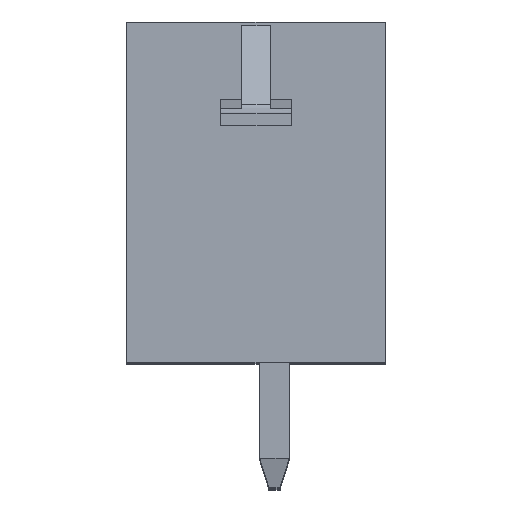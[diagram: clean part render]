
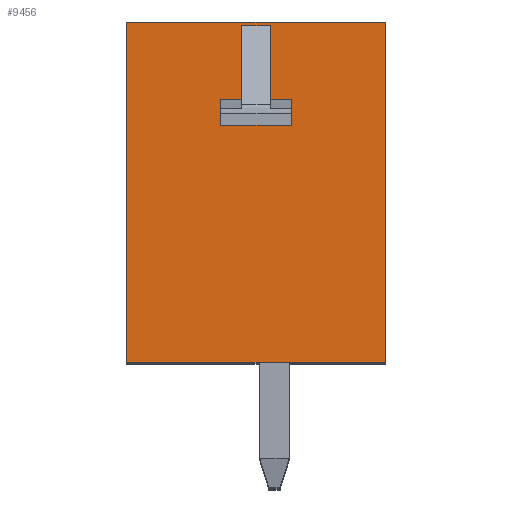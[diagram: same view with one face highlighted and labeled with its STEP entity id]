
A CAD part, top view. The second image highlights one B-rep face of the part: STEP entity #9456.
In plain terms, the highlighted planar face has unit normal (0, 0, 1).
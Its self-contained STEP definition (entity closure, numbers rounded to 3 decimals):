
#1=DIRECTION('',(1.,0.,0.));
#2=VECTOR('',#1,7.);
#3=CARTESIAN_POINT('',(-3.6,-3.853,0.));
#4=LINE('',#3,#2);
#5=DIRECTION('',(0.,-1.,0.));
#6=VECTOR('',#5,9.2);
#7=CARTESIAN_POINT('',(-3.6,5.347,0.));
#8=LINE('',#7,#6);
#9=DIRECTION('',(-1.,0.,0.));
#10=VECTOR('',#9,7.);
#11=CARTESIAN_POINT('',(3.4,5.347,0.));
#12=LINE('',#11,#10);
#13=DIRECTION('',(0.,1.,0.));
#14=VECTOR('',#13,9.2);
#15=CARTESIAN_POINT('',(3.4,-3.853,0.));
#16=LINE('',#15,#14);
#17=DIRECTION('',(0.,1.,0.));
#18=VECTOR('',#17,0.495);
#19=CARTESIAN_POINT('',(0.85,2.747,0.));
#20=LINE('',#19,#18);
#21=DIRECTION('',(-1.,0.,0.));
#22=VECTOR('',#21,0.76);
#23=CARTESIAN_POINT('',(0.28,5.244,0.));
#24=LINE('',#23,#22);
#25=DIRECTION('',(1.,0.,0.));
#26=VECTOR('',#25,0.57);
#27=CARTESIAN_POINT('',(-1.05,3.242,0.));
#28=LINE('',#27,#26);
#29=DIRECTION('',(0.,1.,0.));
#30=VECTOR('',#29,0.495);
#31=CARTESIAN_POINT('',(-1.05,2.747,0.));
#32=LINE('',#31,#30);
#33=DIRECTION('',(-1.,0.,0.));
#34=VECTOR('',#33,1.9);
#35=CARTESIAN_POINT('',(0.85,2.747,0.));
#36=LINE('',#35,#34);
#7174=DIRECTION('',(-1.,0.,0.));
#7175=VECTOR('',#7174,0.57);
#7176=CARTESIAN_POINT('',(0.85,3.242,0.));
#7177=LINE('',#7176,#7175);
#7178=DIRECTION('',(0.,-1.,0.));
#7179=VECTOR('',#7178,2.002);
#7180=CARTESIAN_POINT('',(0.28,5.244,0.));
#7181=LINE('',#7180,#7179);
#7245=DIRECTION('',(0.,1.,0.));
#7246=VECTOR('',#7245,2.002);
#7247=CARTESIAN_POINT('',(-0.48,3.242,0.));
#7248=LINE('',#7247,#7246);
#7257=CARTESIAN_POINT('',(-3.6,-3.853,0.));
#7258=CARTESIAN_POINT('',(3.4,-3.853,0.));
#7259=VERTEX_POINT('',#7257);
#7260=VERTEX_POINT('',#7258);
#7261=CARTESIAN_POINT('',(3.4,5.347,0.));
#7262=VERTEX_POINT('',#7261);
#7263=CARTESIAN_POINT('',(-3.6,5.347,0.));
#7264=VERTEX_POINT('',#7263);
#8360=CARTESIAN_POINT('',(0.85,2.747,0.));
#8361=VERTEX_POINT('',#8360);
#8362=CARTESIAN_POINT('',(-1.05,2.747,0.));
#8363=VERTEX_POINT('',#8362);
#8365=CARTESIAN_POINT('',(-0.48,3.242,0.));
#8367=VERTEX_POINT('',#8365);
#8368=CARTESIAN_POINT('',(-0.48,5.244,0.));
#8369=VERTEX_POINT('',#8368);
#8370=CARTESIAN_POINT('',(-1.05,3.242,0.));
#8371=VERTEX_POINT('',#8370);
#8376=CARTESIAN_POINT('',(0.28,5.244,0.));
#8377=CARTESIAN_POINT('',(0.28,3.242,0.));
#8378=VERTEX_POINT('',#8376);
#8379=VERTEX_POINT('',#8377);
#8382=CARTESIAN_POINT('',(0.85,3.242,0.));
#8383=VERTEX_POINT('',#8382);
#9423=CARTESIAN_POINT('',(0.,0.,0.));
#9424=DIRECTION('',(0.,0.,1.));
#9425=DIRECTION('',(1.,0.,0.));
#9426=AXIS2_PLACEMENT_3D('',#9423,#9424,#9425);
#9427=PLANE('',#9426);
#9429=ORIENTED_EDGE('',*,*,#9428,.F.);
#9431=ORIENTED_EDGE('',*,*,#9430,.F.);
#9433=ORIENTED_EDGE('',*,*,#9432,.F.);
#9435=ORIENTED_EDGE('',*,*,#9434,.F.);
#9436=EDGE_LOOP('',(#9429,#9431,#9433,#9435));
#9437=FACE_OUTER_BOUND('',#9436,.F.);
#9439=ORIENTED_EDGE('',*,*,#9438,.T.);
#9441=ORIENTED_EDGE('',*,*,#9440,.T.);
#9443=ORIENTED_EDGE('',*,*,#9442,.F.);
#9445=ORIENTED_EDGE('',*,*,#9444,.T.);
#9447=ORIENTED_EDGE('',*,*,#9446,.F.);
#9449=ORIENTED_EDGE('',*,*,#9448,.F.);
#9451=ORIENTED_EDGE('',*,*,#9450,.F.);
#9453=ORIENTED_EDGE('',*,*,#9452,.F.);
#9454=EDGE_LOOP('',(#9439,#9441,#9443,#9445,#9447,#9449,#9451,#9453));
#9455=FACE_BOUND('',#9454,.F.);
#9428=EDGE_CURVE('',#7259,#7260,#4,.T.);
#9430=EDGE_CURVE('',#7264,#7259,#8,.T.);
#9432=EDGE_CURVE('',#7262,#7264,#12,.T.);
#9434=EDGE_CURVE('',#7260,#7262,#16,.T.);
#9438=EDGE_CURVE('',#8361,#8383,#20,.T.);
#9440=EDGE_CURVE('',#8383,#8379,#7177,.T.);
#9442=EDGE_CURVE('',#8378,#8379,#7181,.T.);
#9444=EDGE_CURVE('',#8378,#8369,#24,.T.);
#9446=EDGE_CURVE('',#8367,#8369,#7248,.T.);
#9448=EDGE_CURVE('',#8371,#8367,#28,.T.);
#9450=EDGE_CURVE('',#8363,#8371,#32,.T.);
#9452=EDGE_CURVE('',#8361,#8363,#36,.T.);
#9456=ADVANCED_FACE('',(#9437,#9455),#9427,.T.);
